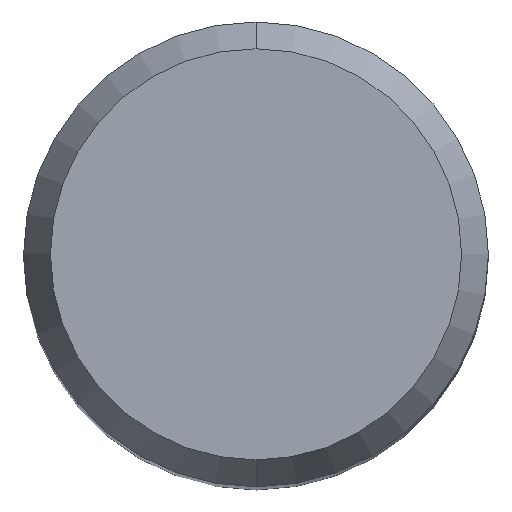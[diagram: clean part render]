
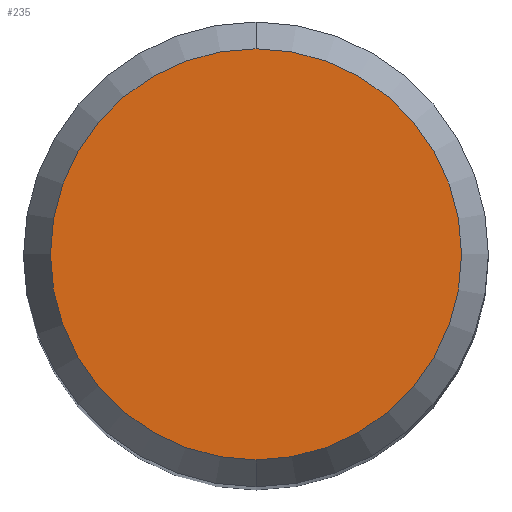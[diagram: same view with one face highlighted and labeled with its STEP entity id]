
A CAD part, top view. The second image highlights one B-rep face of the part: STEP entity #235.
In plain terms, the highlighted planar face has unit normal (0, 0, 1).
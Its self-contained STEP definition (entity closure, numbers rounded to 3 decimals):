
#231=VERTEX_POINT('',#596);
#235=ADVANCED_FACE('',(#600),#601,.T.);
#247=EDGE_CURVE('',#329,#231,#614,.T.);
#329=VERTEX_POINT('',#707);
#431=EDGE_CURVE('',#231,#329,#818,.T.);
#596=CARTESIAN_POINT('',(0.,-4.423,0.0));
#600=FACE_OUTER_BOUND('',#1012,.T.);
#601=PLANE('',#1013);
#614=CIRCLE('',#1032,4.423);
#707=CARTESIAN_POINT('',(0.0,4.423,0.0));
#818=CIRCLE('',#1364,4.423);
#1012=EDGE_LOOP('',(#1743,#1744));
#1013=AXIS2_PLACEMENT_3D('',#1745,#1746,#1747);
#1032=AXIS2_PLACEMENT_3D('',#1761,#1762,#1763);
#1364=AXIS2_PLACEMENT_3D('',#1999,#2000,#2001);
#1743=ORIENTED_EDGE('',*,*,#247,.F.);
#1744=ORIENTED_EDGE('',*,*,#431,.F.);
#1745=CARTESIAN_POINT('',(0.0,2.211,0.0));
#1746=DIRECTION('',(-0.0,0.0,1.0));
#1747=DIRECTION('',(0.0,-1.0,0.0));
#1761=CARTESIAN_POINT('',(0.0,0.0,0.0));
#1762=DIRECTION('',(0.0,0.0,-1.0));
#1763=DIRECTION('',(0.0,1.0,0.0));
#1999=CARTESIAN_POINT('',(0.0,0.0,0.0));
#2000=DIRECTION('',(0.0,0.0,-1.0));
#2001=DIRECTION('',(0.0,1.0,0.0));
